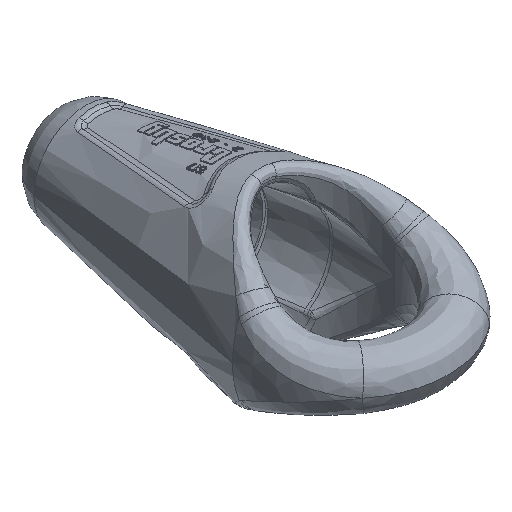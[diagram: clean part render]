
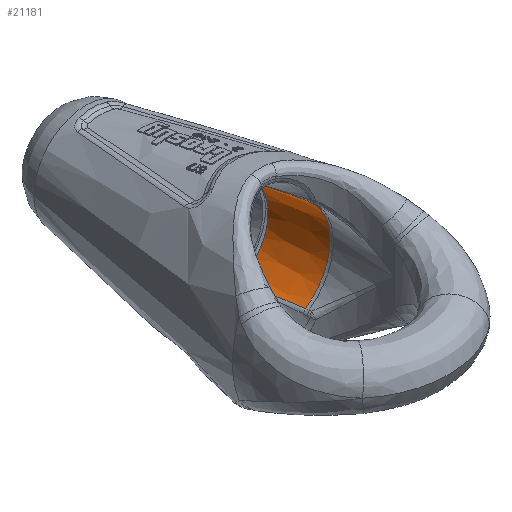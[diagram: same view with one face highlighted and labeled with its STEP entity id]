
A CAD part, isometric view. The second image highlights one B-rep face of the part: STEP entity #21181.
In plain terms, the highlighted conical face has half-angle 7.5 degrees and reference radius 56.326 mm.
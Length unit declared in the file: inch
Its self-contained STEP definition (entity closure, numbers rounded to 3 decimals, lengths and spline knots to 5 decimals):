
#5562=CARTESIAN_POINT('',(0.,7.29748,0.));
#5563=DIRECTION('',(0.,-1.,0.));
#5564=DIRECTION('',(0.324,0.,-0.946));
#5565=AXIS2_PLACEMENT_3D('',#5562,#5563,#5564);
#5567=CARTESIAN_POINT('',(0.,5.03586,0.));
#5568=DIRECTION('',(0.,1.,0.));
#5569=DIRECTION('',(0.569,0.,0.822));
#5570=AXIS2_PLACEMENT_3D('',#5567,#5568,#5569);
#5577=CARTESIAN_POINT('',(0.66998,7.29748,1.95719));
#5591=CARTESIAN_POINT('',(1.34665,5.03586,1.94592));
#5592=CARTESIAN_POINT('',(1.30714,5.33918,1.9247));
#5593=CARTESIAN_POINT('',(1.19957,5.91051,1.90731));
#5594=CARTESIAN_POINT('',(0.97355,6.64793,1.92687));
#5595=CARTESIAN_POINT('',(0.77719,7.09001,1.94937));
#5596=CARTESIAN_POINT('',(0.66998,7.29748,1.95719));
#5844=CARTESIAN_POINT('',(1.34665,5.03586,1.94592));
#5882=CARTESIAN_POINT('',(0.66998,7.29748,
-1.9572));
#5889=CARTESIAN_POINT('',(0.66998,7.29748,
-1.9572));
#5890=CARTESIAN_POINT('',(0.77745,7.08951,
-1.94935));
#5891=CARTESIAN_POINT('',(0.97398,6.64667,
-1.92683));
#5892=CARTESIAN_POINT('',(1.19944,5.91085,-1.90733));
#5893=CARTESIAN_POINT('',(1.30712,5.33934,-1.92469));
#5894=CARTESIAN_POINT('',(1.34665,5.03586,-1.94592));
#10585=CARTESIAN_POINT('',(1.34665,5.03586,
-1.94592));
#10587=VERTEX_POINT('',#10585);
#10592=VERTEX_POINT('',#5844);
#10739=VERTEX_POINT('',#5577);
#10740=VERTEX_POINT('',#5882);
#21167=CARTESIAN_POINT('',(0.,6.16667,0.));
#21168=DIRECTION('',(0.,-1.,0.));
#21169=DIRECTION('',(-1.,0.,0.));
#21170=AXIS2_PLACEMENT_3D('',#21167,#21168,#21169);
#21171=CONICAL_SURFACE('',#21170,2.21757,7.5);
#21172=ORIENTED_EDGE('',*,*,#13349,.T.);
#21174=ORIENTED_EDGE('',*,*,#21173,.F.);
#21176=ORIENTED_EDGE('',*,*,#21175,.T.);
#21178=ORIENTED_EDGE('',*,*,#21177,.F.);
#21179=EDGE_LOOP('',(#21172,#21174,#21176,#21178));
#21180=FACE_OUTER_BOUND('',#21179,.F.);
#21181=ADVANCED_FACE('',(#21180),#21171,.F.);
#5566=CIRCLE('',#5565,2.0687);
#5571=CIRCLE('',#5570,2.36644);
#5597=B_SPLINE_CURVE_WITH_KNOTS('',3,(#5591,#5592,#5593,#5594,#5595,#5596),
.UNSPECIFIED.,.F.,.F.,(4,1,1,4),(0.,0.33333,0.66667,1.),
.UNSPECIFIED.);
#5895=B_SPLINE_CURVE_WITH_KNOTS('',3,(#5889,#5890,#5891,#5892,#5893,#5894),
.UNSPECIFIED.,.F.,.F.,(4,1,1,4),(0.,0.33333,0.66667,1.),
.UNSPECIFIED.);
#13349=EDGE_CURVE('',#10740,#10739,#5566,.T.);
#21173=EDGE_CURVE('',#10592,#10739,#5597,.T.);
#21175=EDGE_CURVE('',#10592,#10587,#5571,.T.);
#21177=EDGE_CURVE('',#10740,#10587,#5895,.T.);
